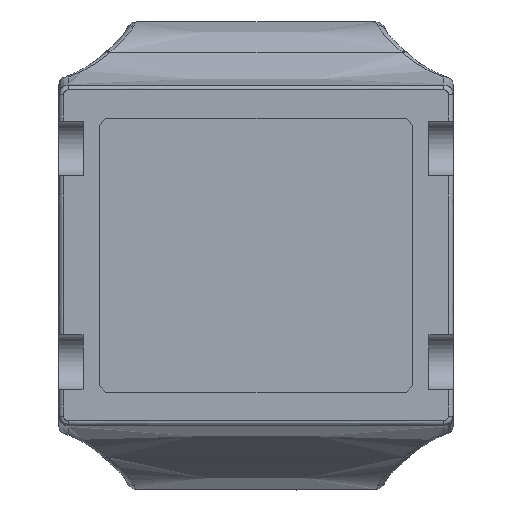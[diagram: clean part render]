
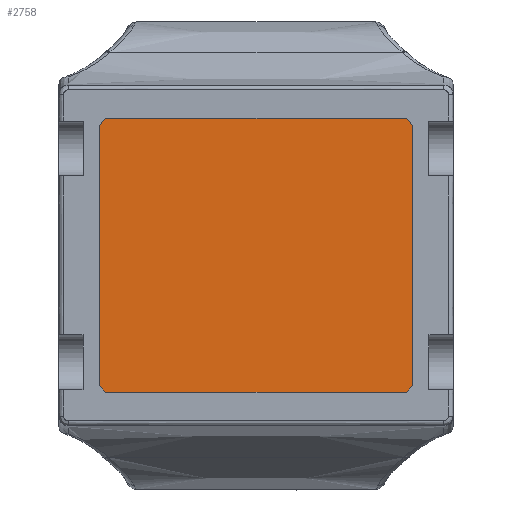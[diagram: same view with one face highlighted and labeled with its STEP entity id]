
A CAD part, top view. The second image highlights one B-rep face of the part: STEP entity #2758.
In plain terms, the highlighted planar face has unit normal (0, 0, 1).
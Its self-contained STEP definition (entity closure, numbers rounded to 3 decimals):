
#245=LINE('',#10031,#368);
#246=LINE('',#10034,#369);
#249=LINE('',#10039,#372);
#251=LINE('',#10047,#374);
#252=LINE('',#10050,#375);
#253=LINE('',#10052,#376);
#254=LINE('',#10054,#377);
#255=LINE('',#10055,#378);
#368=VECTOR('',#3259,10.);
#369=VECTOR('',#3262,10.);
#372=VECTOR('',#3267,10.);
#374=VECTOR('',#3275,10.);
#375=VECTOR('',#3278,10.);
#376=VECTOR('',#3279,10.);
#377=VECTOR('',#3280,10.);
#378=VECTOR('',#3281,10.);
#432=PLANE('',#2911);
#579=FACE_OUTER_BOUND('',#759,.T.);
#759=EDGE_LOOP('',(#2392,#2393,#2394,#2395,#2396,#2397,#2398,#2399));
#1269=VERTEX_POINT('',#10027);
#1270=VERTEX_POINT('',#10029);
#1271=VERTEX_POINT('',#10033);
#1272=VERTEX_POINT('',#10037);
#1275=VERTEX_POINT('',#10045);
#1276=VERTEX_POINT('',#10049);
#1277=VERTEX_POINT('',#10051);
#1278=VERTEX_POINT('',#10053);
#1666=EDGE_CURVE('',#1270,#1269,#245,.T.);
#1667=EDGE_CURVE('',#1271,#1269,#246,.T.);
#1670=EDGE_CURVE('',#1270,#1272,#249,.T.);
#1674=EDGE_CURVE('',#1271,#1275,#251,.T.);
#1675=EDGE_CURVE('',#1276,#1272,#252,.T.);
#1676=EDGE_CURVE('',#1276,#1277,#253,.T.);
#1677=EDGE_CURVE('',#1278,#1277,#254,.T.);
#1678=EDGE_CURVE('',#1278,#1275,#255,.T.);
#2392=ORIENTED_EDGE('',*,*,#1666,.F.);
#2393=ORIENTED_EDGE('',*,*,#1670,.T.);
#2394=ORIENTED_EDGE('',*,*,#1675,.F.);
#2395=ORIENTED_EDGE('',*,*,#1676,.T.);
#2396=ORIENTED_EDGE('',*,*,#1677,.F.);
#2397=ORIENTED_EDGE('',*,*,#1678,.T.);
#2398=ORIENTED_EDGE('',*,*,#1674,.F.);
#2399=ORIENTED_EDGE('',*,*,#1667,.T.);
#2758=ADVANCED_FACE('',(#579),#432,.T.);
#2911=AXIS2_PLACEMENT_3D('',#10048,#3276,#3277);
#3259=DIRECTION('',(-0.707,-0.707,0.));
#3262=DIRECTION('',(1.,0.,0.));
#3267=DIRECTION('',(0.,1.,0.));
#3275=DIRECTION('',(-0.707,0.707,0.));
#3276=DIRECTION('center_axis',(0.,0.,
1.));
#3277=DIRECTION('ref_axis',(0.,1.,0.));
#3278=DIRECTION('',(0.707,-0.707,0.));
#3279=DIRECTION('',(-1.,0.,0.));
#3280=DIRECTION('',(0.707,0.707,0.));
#3281=DIRECTION('',(0.,-1.,0.));
#10027=CARTESIAN_POINT('',(23.006,56.263,20.55));
#10029=CARTESIAN_POINT('',(23.506,56.763,20.55));
#10031=CARTESIAN_POINT('',(23.006,56.263,20.55));
#10033=CARTESIAN_POINT('',(0.506,56.263,20.55));
#10034=CARTESIAN_POINT('',(23.506,56.263,20.55));
#10037=CARTESIAN_POINT('',(23.506,76.263,20.55));
#10039=CARTESIAN_POINT('',(23.506,76.763,20.55));
#10045=CARTESIAN_POINT('',(0.006,56.763,20.55));
#10047=CARTESIAN_POINT('',(0.756,56.013,20.55));
#10048=CARTESIAN_POINT('Origin',(11.756,66.513,20.55));
#10049=CARTESIAN_POINT('',(23.006,76.763,20.55));
#10050=CARTESIAN_POINT('',(22.756,77.013,20.55));
#10051=CARTESIAN_POINT('',(0.506,76.763,20.55));
#10052=CARTESIAN_POINT('',(0.006,76.763,20.55));
#10053=CARTESIAN_POINT('',(0.006,76.263,20.55));
#10054=CARTESIAN_POINT('',(0.506,76.763,20.55));
#10055=CARTESIAN_POINT('',(0.006,56.263,20.55));
